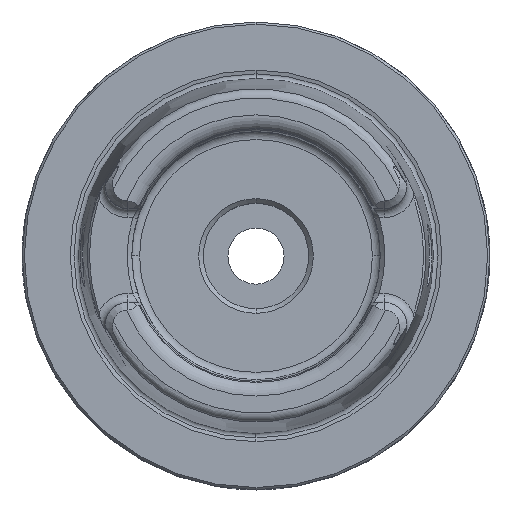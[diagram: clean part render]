
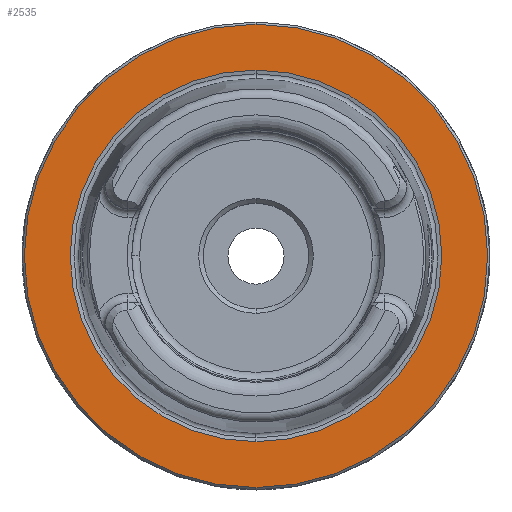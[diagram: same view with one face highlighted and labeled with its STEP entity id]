
A CAD part, top view. The second image highlights one B-rep face of the part: STEP entity #2535.
In plain terms, the highlighted planar face has unit normal (0, 0, 1).
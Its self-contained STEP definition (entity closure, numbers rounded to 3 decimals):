
#2463=VERTEX_POINT('NONE',#6143);
#2533=EDGE_CURVE('NONE',#3417,#4791,#6221,.T.);
#2535=ADVANCED_FACE('NONE',(#6223,#6224),#6225,.F.);
#2903=EDGE_CURVE('NONE',#4791,#3417,#6625,.T.);
#3417=VERTEX_POINT('NONE',#7189);
#4323=VERTEX_POINT('NONE',#8202);
#4369=EDGE_CURVE('NONE',#4323,#2463,#8250,.F.);
#4791=VERTEX_POINT('NONE',#8709);
#5049=EDGE_CURVE('NONE',#2463,#4323,#8991,.T.);
#6143=CARTESIAN_POINT('',(0.,-39.697,0.));
#6221=CIRCLE('',#11219,49.495);
#6223=FACE_OUTER_BOUND('',#11221,.T.);
#6224=FACE_BOUND('',#11222,.T.);
#6225=PLANE('',#11223);
#6625=CIRCLE('',#12330,49.495);
#7189=CARTESIAN_POINT('',(0.,-49.495,0.));
#8202=CARTESIAN_POINT('',(0.,39.697,0.));
#8250=CIRCLE('',#16251,39.697);
#8709=CARTESIAN_POINT('',(0.,49.495,0.));
#8991=CIRCLE('',#17985,39.697);
#11219=AXIS2_PLACEMENT_3D('',#19985,#19986,#19987);
#11221=EDGE_LOOP('',(#19989,#19990));
#11222=EDGE_LOOP('',(#19991,#19992));
#11223=AXIS2_PLACEMENT_3D('',#19993,#19994,#19995);
#12330=AXIS2_PLACEMENT_3D('',#20382,#20383,#20384);
#16251=AXIS2_PLACEMENT_3D('',#22307,#22308,#22309);
#17985=AXIS2_PLACEMENT_3D('',#23085,#23086,#23087);
#19985=CARTESIAN_POINT('',(0.,0.,0.));
#19986=DIRECTION('',(0.0,0.0,1.0));
#19987=DIRECTION('',(0.,-1.0,0.0));
#19989=ORIENTED_EDGE('',*,*,#2533,.T.);
#19990=ORIENTED_EDGE('',*,*,#2903,.T.);
#19991=ORIENTED_EDGE('',*,*,#4369,.F.);
#19992=ORIENTED_EDGE('',*,*,#5049,.F.);
#19993=CARTESIAN_POINT('',(0.,-38.483,0.));
#19994=DIRECTION('',(-0.0,0.0,-1.0));
#19995=DIRECTION('',(0.,-1.0,0.0));
#20382=CARTESIAN_POINT('',(0.,0.,0.));
#20383=DIRECTION('',(0.0,0.0,1.0));
#20384=DIRECTION('',(0.,-1.0,0.0));
#22307=CARTESIAN_POINT('',(0.,0.,0.));
#22308=DIRECTION('',(0.0,0.0,-1.0));
#22309=DIRECTION('',(0.,1.0,0.0));
#23085=CARTESIAN_POINT('',(0.,0.,0.));
#23086=DIRECTION('',(0.0,-0.0,1.0));
#23087=DIRECTION('',(0.,1.0,0.0));
